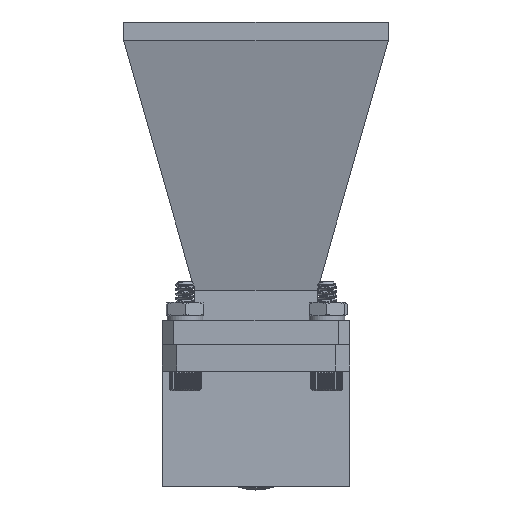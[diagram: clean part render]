
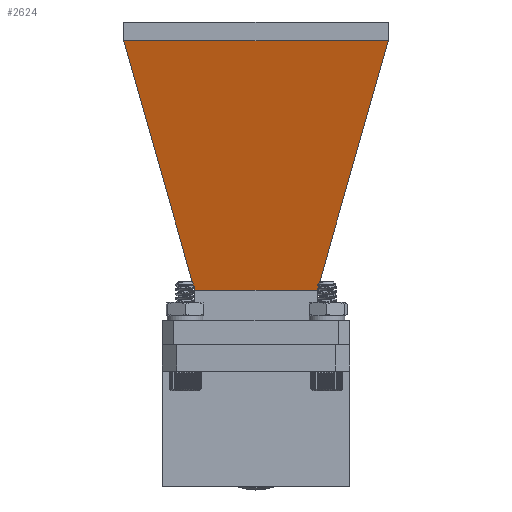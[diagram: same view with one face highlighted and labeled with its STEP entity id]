
A CAD part, front view. The second image highlights one B-rep face of the part: STEP entity #2624.
In plain terms, the highlighted face is planar.
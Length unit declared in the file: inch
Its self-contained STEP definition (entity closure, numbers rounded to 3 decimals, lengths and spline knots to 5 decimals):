
#21 = LINE ( 'NONE', #2836, #5959 ) ;
#196 = EDGE_LOOP ( 'NONE', ( #10190, #9832, #7423, #4503, #2568, #939 ) ) ;
#939 = ORIENTED_EDGE ( 'NONE', *, *, #5241, .T. ) ;
#1524 = VERTEX_POINT ( 'NONE', #10338 ) ;
#1993 = EDGE_CURVE ( 'NONE', #5000, #1524, #2644, .T. ) ;
#2085 = CARTESIAN_POINT ( 'NONE',  ( -0.69646, 0., 3.70418 ) ) ;
#2093 = VECTOR ( 'NONE', #9247, 39.37008 ) ;
#2103 = DIRECTION ( 'NONE',  ( -0.235, 0., 0.972 ) ) ;
#2244 = CARTESIAN_POINT ( 'NONE',  ( -0.49578, 0., 2.87376 ) ) ;
#2568 = ORIENTED_EDGE ( 'NONE', *, *, #3039, .T. ) ;
#2624 = ADVANCED_FACE ( 'NONE', ( #6366 ), #5273, .T. ) ;
#2644 = LINE ( 'NONE', #3722, #6090 ) ;
#2684 = CARTESIAN_POINT ( 'NONE',  ( -0.27361, -0.4298, 1.95443 ) ) ;
#2836 = CARTESIAN_POINT ( 'NONE',  ( -0.27361, -0.4298, 1.95443 ) ) ;
#3039 = EDGE_CURVE ( 'NONE', #1524, #12150, #9374, .T. ) ;
#3722 = CARTESIAN_POINT ( 'NONE',  ( -0.69646, 0.92625, 3.70418 ) ) ;
#4331 = DIRECTION ( 'NONE',  ( -0.235, 0., 0.972 ) ) ;
#4503 = ORIENTED_EDGE ( 'NONE', *, *, #1993, .T. ) ;
#4858 = DIRECTION ( 'NONE',  ( -0.226, -0.267, 0.937 ) ) ;
#4874 = CARTESIAN_POINT ( 'NONE',  ( -0.69646, 0.92625, 3.70418 ) ) ;
#4985 = EDGE_CURVE ( 'NONE', #12502, #6178, #7857, .T. ) ;
#5000 = VERTEX_POINT ( 'NONE', #4874 ) ;
#5241 = EDGE_CURVE ( 'NONE', #12150, #11061, #10219, .T. ) ;
#5273 = PLANE ( 'NONE',  #6707 ) ;
#5735 = VECTOR ( 'NONE', #7417, 39.37008 ) ;
#5818 = LINE ( 'NONE', #2085, #8796 ) ;
#5877 = DIRECTION ( 'NONE',  ( 0., 1., 0. ) ) ;
#5959 = VECTOR ( 'NONE', #4858, 39.37008 ) ;
#6090 = VECTOR ( 'NONE', #7642, 39.37008 ) ;
#6093 = EDGE_CURVE ( 'NONE', #6178, #5000, #5818, .T. ) ;
#6110 = EDGE_CURVE ( 'NONE', #11061, #12502, #21, .T. ) ;
#6178 = VERTEX_POINT ( 'NONE', #7972 ) ;
#6366 = FACE_OUTER_BOUND ( 'NONE', #196, .T. ) ;
#6707 = AXIS2_PLACEMENT_3D ( 'NONE', #2244, #9146, #4331 ) ;
#6900 = CARTESIAN_POINT ( 'NONE',  ( -0.69458, -0.92625, 3.69636 ) ) ;
#7417 = DIRECTION ( 'NONE',  ( 0., -1., 0. ) ) ;
#7423 = ORIENTED_EDGE ( 'NONE', *, *, #6093, .T. ) ;
#7468 = CARTESIAN_POINT ( 'NONE',  ( -0.69458, 0.92625, 3.69636 ) ) ;
#7642 = DIRECTION ( 'NONE',  ( 0.235, 0., -0.972 ) ) ;
#7754 = VECTOR ( 'NONE', #2103, 39.37008 ) ;
#7857 = LINE ( 'NONE', #6900, #7754 ) ;
#7972 = CARTESIAN_POINT ( 'NONE',  ( -0.69646, -0.92625, 3.70418 ) ) ;
#8796 = VECTOR ( 'NONE', #5877, 39.37008 ) ;
#9146 = DIRECTION ( 'NONE',  ( -0.972, 0., -0.235 ) ) ;
#9247 = DIRECTION ( 'NONE',  ( 0.226, -0.267, -0.937 ) ) ;
#9374 = LINE ( 'NONE', #7468, #2093 ) ;
#9623 = CARTESIAN_POINT ( 'NONE',  ( -0.27361, 0.4298, 1.95443 ) ) ;
#9832 = ORIENTED_EDGE ( 'NONE', *, *, #4985, .T. ) ;
#9996 = CARTESIAN_POINT ( 'NONE',  ( -0.69458, -0.92625, 3.69636 ) ) ;
#10190 = ORIENTED_EDGE ( 'NONE', *, *, #6110, .T. ) ;
#10219 = LINE ( 'NONE', #10406, #5735 ) ;
#10338 = CARTESIAN_POINT ( 'NONE',  ( -0.69458, 0.92625, 3.69636 ) ) ;
#10406 = CARTESIAN_POINT ( 'NONE',  ( -0.27361, 0., 1.95443 ) ) ;
#11061 = VERTEX_POINT ( 'NONE', #2684 ) ;
#12150 = VERTEX_POINT ( 'NONE', #9623 ) ;
#12502 = VERTEX_POINT ( 'NONE', #9996 ) ;
